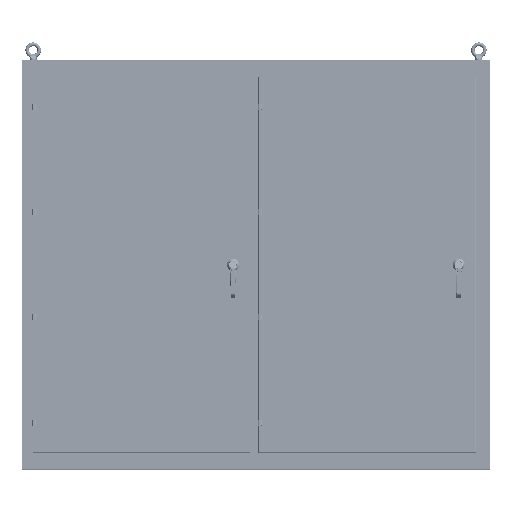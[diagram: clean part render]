
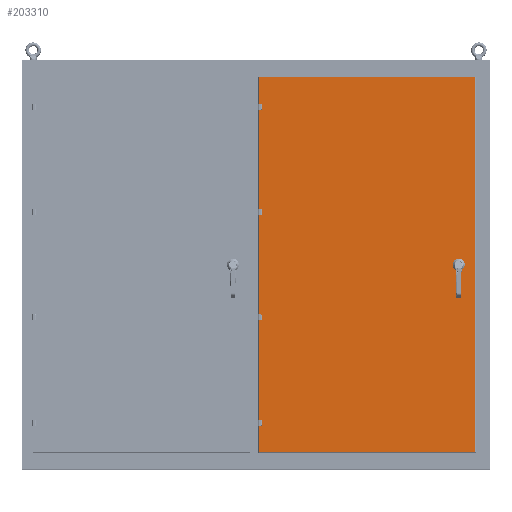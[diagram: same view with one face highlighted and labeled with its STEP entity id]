
A CAD part, top view. The second image highlights one B-rep face of the part: STEP entity #203310.
In plain terms, the highlighted planar face has unit normal (0, 0, 1).
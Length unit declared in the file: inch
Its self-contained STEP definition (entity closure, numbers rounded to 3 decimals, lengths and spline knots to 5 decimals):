
#4697 = CIRCLE ( 'NONE', #265904, 0.22146 ) ;
#16476 = VECTOR ( 'NONE', #121960, 39.37008 ) ;
#18749 = VERTEX_POINT ( 'NONE', #201689 ) ;
#26825 = PLANE ( 'NONE',  #132407 ) ;
#40041 = CARTESIAN_POINT ( 'NONE',  ( 0.5128, 0., 10.058 ) ) ;
#41648 = ORIENTED_EDGE ( 'NONE', *, *, #100306, .F. ) ;
#54090 = EDGE_CURVE ( 'NONE', #259605, #359977, #309999, .T. ) ;
#56529 = DIRECTION ( 'NONE',  ( 0., 0., -1. ) ) ;
#62539 = DIRECTION ( 'NONE',  ( -1., 0., 0. ) ) ;
#67394 = EDGE_CURVE ( 'NONE', #18749, #179141, #102626, .T. ) ;
#76281 = EDGE_LOOP ( 'NONE', ( #125584 ) ) ;
#80745 = DIRECTION ( 'NONE',  ( -1., 0., 0. ) ) ;
#92173 = LINE ( 'NONE', #40041, #16476 ) ;
#100306 = EDGE_CURVE ( 'NONE', #359977, #18749, #92173, .T. ) ;
#102626 = LINE ( 'NONE', #216129, #129962 ) ;
#112147 = EDGE_CURVE ( 'NONE', #252825, #252825, #4697, .T. ) ;
#121960 = DIRECTION ( 'NONE',  ( 0., 1., 0. ) ) ;
#125584 = ORIENTED_EDGE ( 'NONE', *, *, #112147, .F. ) ;
#129962 = VECTOR ( 'NONE', #322221, 39.37008 ) ;
#132407 = AXIS2_PLACEMENT_3D ( 'NONE', #136623, #56529, #80745 ) ;
#132648 = DIRECTION ( 'NONE',  ( 1., 0., 0. ) ) ;
#136623 = CARTESIAN_POINT ( 'NONE',  ( 18.47736, 0., 10.058 ) ) ;
#139825 = VECTOR ( 'NONE', #365012, 39.37008 ) ;
#140111 = CARTESIAN_POINT ( 'NONE',  ( 36.44193, -31.1122, 10.058 ) ) ;
#149705 = CARTESIAN_POINT ( 'NONE',  ( 0.5128, -31.1122, 10.058 ) ) ;
#165071 = EDGE_LOOP ( 'NONE', ( #41648, #311565, #276442, #192039 ) ) ;
#179141 = VERTEX_POINT ( 'NONE', #358155 ) ;
#179271 = VECTOR ( 'NONE', #62539, 39.37008 ) ;
#192039 = ORIENTED_EDGE ( 'NONE', *, *, #67394, .F. ) ;
#199339 = EDGE_CURVE ( 'NONE', #179141, #259605, #251540, .T. ) ;
#201689 = CARTESIAN_POINT ( 'NONE',  ( 0.5128, 31.1122, 10.058 ) ) ;
#203310 = ADVANCED_FACE ( 'NONE', ( #309507, #337402 ), #26825, .F. ) ;
#216129 = CARTESIAN_POINT ( 'NONE',  ( 18.47736, 31.1122, 10.058 ) ) ;
#223641 = CARTESIAN_POINT ( 'NONE',  ( 36.44193, 0., 10.058 ) ) ;
#251540 = LINE ( 'NONE', #223641, #139825 ) ;
#252825 = VERTEX_POINT ( 'NONE', #306767 ) ;
#259605 = VERTEX_POINT ( 'NONE', #140111 ) ;
#265904 = AXIS2_PLACEMENT_3D ( 'NONE', #355859, #301886, #132648 ) ;
#276442 = ORIENTED_EDGE ( 'NONE', *, *, #199339, .F. ) ;
#282120 = CARTESIAN_POINT ( 'NONE',  ( 18.47736, -31.1122, 10.058 ) ) ;
#301886 = DIRECTION ( 'NONE',  ( 0., 0., 1. ) ) ;
#306767 = CARTESIAN_POINT ( 'NONE',  ( 33.89567, -0.00079, 10.058 ) ) ;
#309507 = FACE_BOUND ( 'NONE', #76281, .T. ) ;
#309999 = LINE ( 'NONE', #282120, #179271 ) ;
#311565 = ORIENTED_EDGE ( 'NONE', *, *, #54090, .F. ) ;
#322221 = DIRECTION ( 'NONE',  ( 1., 0., 0. ) ) ;
#337402 = FACE_OUTER_BOUND ( 'NONE', #165071, .T. ) ;
#355859 = CARTESIAN_POINT ( 'NONE',  ( 33.67421, -0.00079, 10.058 ) ) ;
#358155 = CARTESIAN_POINT ( 'NONE',  ( 36.44193, 31.1122, 10.058 ) ) ;
#359977 = VERTEX_POINT ( 'NONE', #149705 ) ;
#365012 = DIRECTION ( 'NONE',  ( 0., -1., 0. ) ) ;
